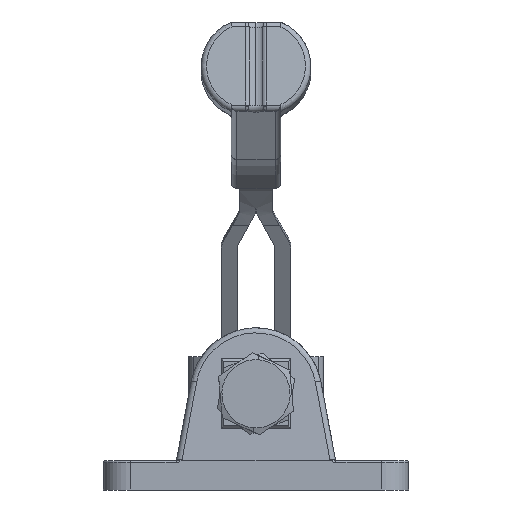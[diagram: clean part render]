
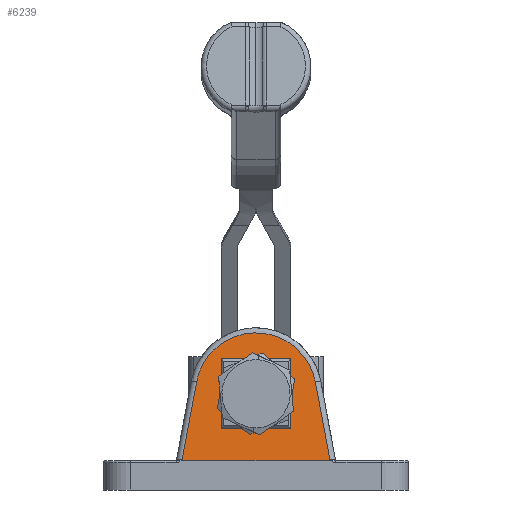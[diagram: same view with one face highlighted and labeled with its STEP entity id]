
A CAD part, left-side view. The second image highlights one B-rep face of the part: STEP entity #6239.
In plain terms, the highlighted planar face has unit normal (-0.996, 0, 0.087).
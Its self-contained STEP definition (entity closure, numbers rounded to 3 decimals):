
#6176 = VERTEX_POINT ( 'NONE', #33843 ) ;
#6211 = ORIENTED_EDGE ( 'NONE', *, *, #6293, .T. ) ;
#6213 = EDGE_CURVE ( 'NONE', #6228, #6225, #33965, .T. ) ;
#6215 = ORIENTED_EDGE ( 'NONE', *, *, #6213, .T. ) ;
#6216 = ORIENTED_EDGE ( 'NONE', *, *, #6224, .T. ) ;
#6217 = VERTEX_POINT ( 'NONE', #33921 ) ;
#6218 = EDGE_CURVE ( 'NONE', #6241, #6217, #33961, .T. ) ;
#6219 = VERTEX_POINT ( 'NONE', #33960 ) ;
#6220 = ORIENTED_EDGE ( 'NONE', *, *, #6218, .T. ) ;
#6221 = EDGE_CURVE ( 'NONE', #6217, #6176, #33947, .T. ) ;
#6222 = ORIENTED_EDGE ( 'NONE', *, *, #6227, .T. ) ;
#6223 = ORIENTED_EDGE ( 'NONE', *, *, #6221, .T. ) ;
#6224 = EDGE_CURVE ( 'NONE', #6176, #6237, #33949, .T. ) ;
#6225 = VERTEX_POINT ( 'NONE', #33966 ) ;
#6226 = EDGE_CURVE ( 'NONE', #6232, #6251, #33987, .T. ) ;
#6227 = EDGE_CURVE ( 'NONE', #6237, #6219, #33980, .T. ) ;
#6228 = VERTEX_POINT ( 'NONE', #33946 ) ;
#6232 = VERTEX_POINT ( 'NONE', #34024 ) ;
#6233 = ORIENTED_EDGE ( 'NONE', *, *, #6244, .T. ) ;
#6235 = VERTEX_POINT ( 'NONE', #33985 ) ;
#6236 = EDGE_LOOP ( 'NONE', ( #6233, #6242, #6220, #6223, #6216, #6222, #6292, #6295 ) ) ;
#6237 = VERTEX_POINT ( 'NONE', #34017 ) ;
#6239 = ADVANCED_FACE ( 'NONE', ( #33971, #33978 ), #34018, .F. ) ;
#6240 = VERTEX_POINT ( 'NONE', #34016 ) ;
#6241 = VERTEX_POINT ( 'NONE', #34010 ) ;
#6242 = ORIENTED_EDGE ( 'NONE', *, *, #6243, .T. ) ;
#6243 = EDGE_CURVE ( 'NONE', #6240, #6241, #34006, .T. ) ;
#6244 = EDGE_CURVE ( 'NONE', #6251, #6240, #34001, .T. ) ;
#6247 = EDGE_CURVE ( 'NONE', #6219, #6232, #34009, .T. ) ;
#6251 = VERTEX_POINT ( 'NONE', #34007 ) ;
#6277 = EDGE_CURVE ( 'NONE', #6225, #6235, #34047, .T. ) ;
#6279 = ORIENTED_EDGE ( 'NONE', *, *, #6277, .T. ) ;
#6280 = EDGE_CURVE ( 'NONE', #6235, #6290, #34069, .T. ) ;
#6281 = ORIENTED_EDGE ( 'NONE', *, *, #6280, .T. ) ;
#6290 = VERTEX_POINT ( 'NONE', #34058 ) ;
#6292 = ORIENTED_EDGE ( 'NONE', *, *, #6247, .T. ) ;
#6293 = EDGE_CURVE ( 'NONE', #6290, #6228, #34068, .T. ) ;
#6295 = ORIENTED_EDGE ( 'NONE', *, *, #6226, .T. ) ;
#6296 = EDGE_LOOP ( 'NONE', ( #6211, #6215, #6279, #6281 ) ) ;
#33843 = CARTESIAN_POINT ( 'NONE',  ( 0.024, 14.353, 5.574 ) ) ;
#33921 = CARTESIAN_POINT ( 'NONE',  ( 0.018, 14.486, 5.504 ) ) ;
#33944 = CARTESIAN_POINT ( 'NONE',  ( 0.02, 14.441, 5.527 ) ) ;
#33945 = CARTESIAN_POINT ( 'NONE',  ( 0.018, 14.486, 5.504 ) ) ;
#33946 = CARTESIAN_POINT ( 'NONE',  ( 1.623, 34.15, 23.85 ) ) ;
#33947 = B_SPLINE_CURVE_WITH_KNOTS ( 'NONE', 3,
 ( #33945, #33944, #33992, #33991 ),
 .UNSPECIFIED., .F., .F.,
 ( 4, 4 ),
 ( 0.001, 0.001 ),
 .UNSPECIFIED. ) ;
#33948 = CARTESIAN_POINT ( 'NONE',  ( 1.245, 16.973, 19.534 ) ) ;
#33949 = LINE ( 'NONE', #33948, #33990 ) ;
#33950 = CARTESIAN_POINT ( 'NONE',  ( 0.018, 14.486, 5.504 ) ) ;
#33951 = CARTESIAN_POINT ( 'NONE',  ( 0.016, 14.528, 5.483 ) ) ;
#33952 = CARTESIAN_POINT ( 'NONE',  ( 0.014, 14.565, 5.455 ) ) ;
#33953 = CARTESIAN_POINT ( 'NONE',  ( 0.009, 14.617, 5.408 ) ) ;
#33954 = CARTESIAN_POINT ( 'NONE',  ( 0.008, 14.633, 5.392 ) ) ;
#33955 = CARTESIAN_POINT ( 'NONE',  ( 0.006, 14.655, 5.365 ) ) ;
#33956 = CARTESIAN_POINT ( 'NONE',  ( 0.005, 14.663, 5.356 ) ) ;
#33957 = CARTESIAN_POINT ( 'NONE',  ( 0.003, 14.675, 5.336 ) ) ;
#33958 = CARTESIAN_POINT ( 'NONE',  ( 0.002, 14.682, 5.325 ) ) ;
#33959 = CARTESIAN_POINT ( 'NONE',  ( 0.001, 14.678, 5.313 ) ) ;
#33960 = CARTESIAN_POINT ( 'NONE',  ( 1.253, 38.611, 19.617 ) ) ;
#33961 = B_SPLINE_CURVE_WITH_KNOTS ( 'NONE', 3,
 ( #33959, #33958, #33957, #33956, #33955, #33954, #33953, #33952, #33951, #33950 ),
 .UNSPECIFIED., .F., .F.,
 ( 4, 2, 2, 2, 4 ),
 ( 0., 0., 0., 0., 0. ),
 .UNSPECIFIED. ) ;
#33962 = DIRECTION ( 'NONE',  ( 0., -1., 0. ) ) ;
#33963 = VECTOR ( 'NONE', #33962, 1000. ) ;
#33964 = CARTESIAN_POINT ( 'NONE',  ( 1.623, 55.6, 23.85 ) ) ;
#33965 = LINE ( 'NONE', #33964, #33963 ) ;
#33966 = CARTESIAN_POINT ( 'NONE',  ( 1.623, 21.45, 23.85 ) ) ;
#33971 = FACE_OUTER_BOUND ( 'NONE', #6236, .T. ) ;
#33972 = CARTESIAN_POINT ( 'NONE',  ( 1.253, 38.611, 19.617 ) ) ;
#33973 = CARTESIAN_POINT ( 'NONE',  ( 2.611, 35.697, 35.14 ) ) ;
#33974 = CARTESIAN_POINT ( 'NONE',  ( 2.611, 19.903, 35.14 ) ) ;
#33975 = CARTESIAN_POINT ( 'NONE',  ( 1.253, 16.989, 19.617 ) ) ;
#33978 = FACE_BOUND ( 'NONE', #6296, .T. ) ;
#33980 =( BOUNDED_CURVE ( )  B_SPLINE_CURVE ( 3, ( #33975, #33974, #33973, #33972 ),
 .UNSPECIFIED., .F., .F. ) 
 B_SPLINE_CURVE_WITH_KNOTS ( ( 4, 4 ),
 ( 1.756, 4.527 ),
 .UNSPECIFIED. ) 
 CURVE ( )  GEOMETRIC_REPRESENTATION_ITEM ( )  RATIONAL_B_SPLINE_CURVE ( ( 1., 0.456, 0.456, 1. ) ) 
 REPRESENTATION_ITEM ( '' )  );
#33981 = CARTESIAN_POINT ( 'NONE',  ( 0.018, 41.114, 5.504 ) ) ;
#33982 = CARTESIAN_POINT ( 'NONE',  ( 0.02, 41.159, 5.527 ) ) ;
#33983 = CARTESIAN_POINT ( 'NONE',  ( 0.022, 41.203, 5.55 ) ) ;
#33984 = CARTESIAN_POINT ( 'NONE',  ( 0.024, 41.247, 5.574 ) ) ;
#33985 = CARTESIAN_POINT ( 'NONE',  ( 0.512, 21.45, 11.15 ) ) ;
#33987 = B_SPLINE_CURVE_WITH_KNOTS ( 'NONE', 3,
 ( #33984, #33983, #33982, #33981 ),
 .UNSPECIFIED., .F., .F.,
 ( 4, 4 ),
 ( 0., 0. ),
 .UNSPECIFIED. ) ;
#33989 = DIRECTION ( 'NONE',  ( 0.086, 0.184, 0.979 ) ) ;
#33990 = VECTOR ( 'NONE', #33989, 1000. ) ;
#33991 = CARTESIAN_POINT ( 'NONE',  ( 0.024, 14.353, 5.574 ) ) ;
#33992 = CARTESIAN_POINT ( 'NONE',  ( 0.022, 14.397, 5.55 ) ) ;
#33993 = CARTESIAN_POINT ( 'NONE',  ( 0.016, 41.072, 5.483 ) ) ;
#33994 = CARTESIAN_POINT ( 'NONE',  ( 0.018, 41.114, 5.504 ) ) ;
#33995 = DIRECTION ( 'NONE',  ( -0.086, 0.184, -0.979 ) ) ;
#33996 = VECTOR ( 'NONE', #33995, 1000. ) ;
#34001 = B_SPLINE_CURVE_WITH_KNOTS ( 'NONE', 3,
 ( #33994, #33993, #34056, #34055, #34054, #34053, #34052, #34051, #34050, #34049 ),
 .UNSPECIFIED., .F., .F.,
 ( 4, 2, 2, 2, 4 ),
 ( 0., 0., 0., 0., 0. ),
 .UNSPECIFIED. ) ;
#34003 = DIRECTION ( 'NONE',  ( 0., -1., 0. ) ) ;
#34004 = VECTOR ( 'NONE', #34003, 1000. ) ;
#34005 = CARTESIAN_POINT ( 'NONE',  ( 0.001, 55.6, 5.313 ) ) ;
#34006 = LINE ( 'NONE', #34005, #34004 ) ;
#34007 = CARTESIAN_POINT ( 'NONE',  ( 0.018, 41.114, 5.504 ) ) ;
#34008 = CARTESIAN_POINT ( 'NONE',  ( -0.016, 41.333, 5.12 ) ) ;
#34009 = LINE ( 'NONE', #34008, #33996 ) ;
#34010 = CARTESIAN_POINT ( 'NONE',  ( 0.001, 14.678, 5.313 ) ) ;
#34011 = DIRECTION ( 'NONE',  ( -0.087, 0., -0.996 ) ) ;
#34012 = DIRECTION ( 'NONE',  ( 0.996, 0., -0.087 ) ) ;
#34013 = CARTESIAN_POINT ( 'NONE',  ( 0., 55.6, 5.3 ) ) ;
#34016 = CARTESIAN_POINT ( 'NONE',  ( 0.001, 40.922, 5.313 ) ) ;
#34017 = CARTESIAN_POINT ( 'NONE',  ( 1.253, 16.989, 19.617 ) ) ;
#34018 = PLANE ( 'NONE',  #34023 ) ;
#34023 = AXIS2_PLACEMENT_3D ( 'NONE', #34013, #34012, #34011 ) ;
#34024 = CARTESIAN_POINT ( 'NONE',  ( 0.024, 41.247, 5.574 ) ) ;
#34047 = LINE ( 'NONE', #34076, #34075 ) ;
#34049 = CARTESIAN_POINT ( 'NONE',  ( 0.001, 40.922, 5.313 ) ) ;
#34050 = CARTESIAN_POINT ( 'NONE',  ( 0.002, 40.918, 5.324 ) ) ;
#34051 = CARTESIAN_POINT ( 'NONE',  ( 0.003, 40.925, 5.336 ) ) ;
#34052 = CARTESIAN_POINT ( 'NONE',  ( 0.005, 40.937, 5.356 ) ) ;
#34053 = CARTESIAN_POINT ( 'NONE',  ( 0.006, 40.944, 5.365 ) ) ;
#34054 = CARTESIAN_POINT ( 'NONE',  ( 0.008, 40.967, 5.392 ) ) ;
#34055 = CARTESIAN_POINT ( 'NONE',  ( 0.009, 40.984, 5.409 ) ) ;
#34056 = CARTESIAN_POINT ( 'NONE',  ( 0.014, 41.035, 5.456 ) ) ;
#34058 = CARTESIAN_POINT ( 'NONE',  ( 0.512, 34.15, 11.15 ) ) ;
#34062 = DIRECTION ( 'NONE',  ( 0., 1., 0. ) ) ;
#34063 = VECTOR ( 'NONE', #34062, 1000. ) ;
#34064 = CARTESIAN_POINT ( 'NONE',  ( 0.512, 55.6, 11.15 ) ) ;
#34067 = CARTESIAN_POINT ( 'NONE',  ( 0., 34.15, 5.3 ) ) ;
#34068 = LINE ( 'NONE', #34067, #34108 ) ;
#34069 = LINE ( 'NONE', #34064, #34063 ) ;
#34070 = DIRECTION ( 'NONE',  ( -0.087, 0., -0.996 ) ) ;
#34075 = VECTOR ( 'NONE', #34070, 1000. ) ;
#34076 = CARTESIAN_POINT ( 'NONE',  ( 0., 21.45, 5.3 ) ) ;
#34107 = DIRECTION ( 'NONE',  ( 0.087, 0., 0.996 ) ) ;
#34108 = VECTOR ( 'NONE', #34107, 1000. ) ;
